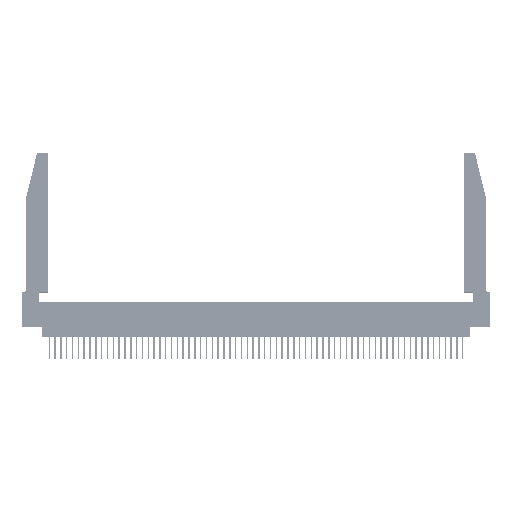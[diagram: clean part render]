
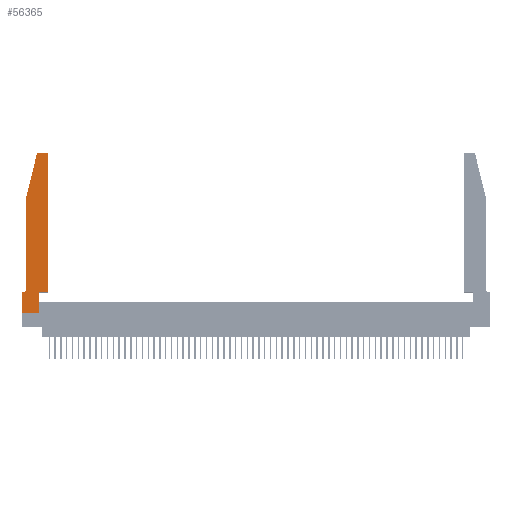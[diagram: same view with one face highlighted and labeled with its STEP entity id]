
A CAD part, top view. The second image highlights one B-rep face of the part: STEP entity #56365.
In plain terms, the highlighted planar face has unit normal (0, 0, 1).
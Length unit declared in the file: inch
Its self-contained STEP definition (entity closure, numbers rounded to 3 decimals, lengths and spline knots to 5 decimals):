
#967 = DIRECTION ( 'NONE',  ( -0.239, -0.971, 0. ) ) ;
#1032 = EDGE_LOOP ( 'NONE', ( #23931, #2618, #37207, #17043, #19541, #12212, #49942, #19411, #20893, #28876, #5793, #11962 ) ) ;
#2404 = DIRECTION ( 'NONE',  ( 0., 0., 1. ) ) ;
#2444 = CARTESIAN_POINT ( 'NONE',  ( 0., 0.35, 0.37 ) ) ;
#2618 = ORIENTED_EDGE ( 'NONE', *, *, #21787, .T. ) ;
#3355 = AXIS2_PLACEMENT_3D ( 'NONE', #19652, #2404, #55733 ) ;
#3460 = CARTESIAN_POINT ( 'NONE',  ( 0.4205, 2.75, 0.37 ) ) ;
#4001 = VECTOR ( 'NONE', #967, 39.37008 ) ;
#4020 = EDGE_CURVE ( 'NONE', #25568, #43198, #30338, .T. ) ;
#4884 = DIRECTION ( 'NONE',  ( 0., -1., 0. ) ) ;
#5793 = ORIENTED_EDGE ( 'NONE', *, *, #40626, .T. ) ;
#6595 = VECTOR ( 'NONE', #11051, 39.37008 ) ;
#6879 = CARTESIAN_POINT ( 'NONE',  ( 0., 0.35, 0.37 ) ) ;
#6938 = VERTEX_POINT ( 'NONE', #38828 ) ;
#7676 = VERTEX_POINT ( 'NONE', #21341 ) ;
#7958 = LINE ( 'NONE', #37045, #30111 ) ;
#9086 = VERTEX_POINT ( 'NONE', #34897 ) ;
#11051 = DIRECTION ( 'NONE',  ( -1., 0., 0. ) ) ;
#11328 = EDGE_CURVE ( 'NONE', #49521, #7676, #28295, .T. ) ;
#11962 = ORIENTED_EDGE ( 'NONE', *, *, #40831, .T. ) ;
#12212 = ORIENTED_EDGE ( 'NONE', *, *, #37410, .T. ) ;
#12591 = LINE ( 'NONE', #26122, #22983 ) ;
#13531 = VERTEX_POINT ( 'NONE', #33490 ) ;
#14113 = CARTESIAN_POINT ( 'NONE',  ( 0.4505, 0.35, 0.37 ) ) ;
#14992 = DIRECTION ( 'NONE',  ( 0., 0., -1. ) ) ;
#15144 = AXIS2_PLACEMENT_3D ( 'NONE', #42278, #14992, #37626 ) ;
#16245 = CARTESIAN_POINT ( 'NONE',  ( 0.2605, 2.75, 0.37 ) ) ;
#16778 = LINE ( 'NONE', #48064, #18916 ) ;
#17043 = ORIENTED_EDGE ( 'NONE', *, *, #20931, .T. ) ;
#18023 = DIRECTION ( 'NONE',  ( 1., 0., 0. ) ) ;
#18916 = VECTOR ( 'NONE', #21480, 39.37008 ) ;
#19229 = DIRECTION ( 'NONE',  ( 1., 0., 0. ) ) ;
#19411 = ORIENTED_EDGE ( 'NONE', *, *, #39280, .T. ) ;
#19541 = ORIENTED_EDGE ( 'NONE', *, *, #39555, .T. ) ;
#19652 = CARTESIAN_POINT ( 'NONE',  ( 0.4205, 2.72, 0.37 ) ) ;
#20893 = ORIENTED_EDGE ( 'NONE', *, *, #11328, .T. ) ;
#20931 = EDGE_CURVE ( 'NONE', #43198, #6938, #56237, .T. ) ;
#20946 = AXIS2_PLACEMENT_3D ( 'NONE', #35836, #44960, #18023 ) ;
#21341 = CARTESIAN_POINT ( 'NONE',  ( 0.2865, 0.35, 0.37 ) ) ;
#21480 = DIRECTION ( 'NONE',  ( 1., 0., 0. ) ) ;
#21787 = EDGE_CURVE ( 'NONE', #13531, #25568, #53374, .T. ) ;
#21843 = LINE ( 'NONE', #52907, #23919 ) ;
#22386 = CARTESIAN_POINT ( 'NONE',  ( 0.4505, 0.35, 0.37 ) ) ;
#22948 = LINE ( 'NONE', #22386, #33331 ) ;
#22983 = VECTOR ( 'NONE', #39310, 39.37008 ) ;
#23606 = CARTESIAN_POINT ( 'NONE',  ( 0.0755, 2., 0.37 ) ) ;
#23919 = VECTOR ( 'NONE', #35388, 39.37008 ) ;
#23931 = ORIENTED_EDGE ( 'NONE', *, *, #44793, .T. ) ;
#24163 = CARTESIAN_POINT ( 'NONE',  ( 0.0055, 0.35, 0.37 ) ) ;
#24348 = PLANE ( 'NONE',  #43462 ) ;
#25552 = VERTEX_POINT ( 'NONE', #3460 ) ;
#25568 = VERTEX_POINT ( 'NONE', #31149 ) ;
#26122 = CARTESIAN_POINT ( 'NONE',  ( 0., 0., 0.37 ) ) ;
#28295 = LINE ( 'NONE', #45980, #34376 ) ;
#28519 = VERTEX_POINT ( 'NONE', #6879 ) ;
#28876 = ORIENTED_EDGE ( 'NONE', *, *, #54864, .T. ) ;
#28903 = DIRECTION ( 'NONE',  ( 0., 1., 0. ) ) ;
#29756 = VERTEX_POINT ( 'NONE', #24163 ) ;
#29952 = FACE_OUTER_BOUND ( 'NONE', #1032, .T. ) ;
#30111 = VECTOR ( 'NONE', #19229, 39.37008 ) ;
#30338 = LINE ( 'NONE', #23606, #4001 ) ;
#31149 = CARTESIAN_POINT ( 'NONE',  ( 0.25487, 2.72718, 0.37 ) ) ;
#33331 = VECTOR ( 'NONE', #40403, 39.37008 ) ;
#33490 = CARTESIAN_POINT ( 'NONE',  ( 0.284, 2.75, 0.37 ) ) ;
#34376 = VECTOR ( 'NONE', #28903, 39.37008 ) ;
#34897 = CARTESIAN_POINT ( 'NONE',  ( 0.4505, 2.72, 0.37 ) ) ;
#35388 = DIRECTION ( 'NONE',  ( -1., 0., 0. ) ) ;
#35452 = CIRCLE ( 'NONE', #15144, 0.07 ) ;
#35836 = CARTESIAN_POINT ( 'NONE',  ( 0.284, 2.72, 0.37 ) ) ;
#36061 = VECTOR ( 'NONE', #4884, 39.37008 ) ;
#36634 = CARTESIAN_POINT ( 'NONE',  ( 0.0755, 2., 0.37 ) ) ;
#37045 = CARTESIAN_POINT ( 'NONE',  ( 0.4505, 0.35, 0.37 ) ) ;
#37207 = ORIENTED_EDGE ( 'NONE', *, *, #4020, .T. ) ;
#37410 = EDGE_CURVE ( 'NONE', #29756, #28519, #21843, .T. ) ;
#37626 = DIRECTION ( 'NONE',  ( -1., 0., 0. ) ) ;
#38828 = CARTESIAN_POINT ( 'NONE',  ( 0.0755, 0.42, 0.37 ) ) ;
#39218 = CARTESIAN_POINT ( 'NONE',  ( 0.2865, 0., 0.37 ) ) ;
#39280 = EDGE_CURVE ( 'NONE', #55731, #49521, #16778, .T. ) ;
#39310 = DIRECTION ( 'NONE',  ( 0., -1., 0. ) ) ;
#39555 = EDGE_CURVE ( 'NONE', #6938, #29756, #35452, .T. ) ;
#39894 = EDGE_CURVE ( 'NONE', #28519, #55731, #12591, .T. ) ;
#40403 = DIRECTION ( 'NONE',  ( 0., 1., 0. ) ) ;
#40626 = EDGE_CURVE ( 'NONE', #56014, #9086, #22948, .T. ) ;
#40831 = EDGE_CURVE ( 'NONE', #9086, #25552, #56227, .T. ) ;
#42278 = CARTESIAN_POINT ( 'NONE',  ( 0.0055, 0.42, 0.37 ) ) ;
#43198 = VERTEX_POINT ( 'NONE', #44721 ) ;
#43462 = AXIS2_PLACEMENT_3D ( 'NONE', #2444, #51501, #51688 ) ;
#44721 = CARTESIAN_POINT ( 'NONE',  ( 0.0755, 2., 0.37 ) ) ;
#44793 = EDGE_CURVE ( 'NONE', #25552, #13531, #57191, .T. ) ;
#44960 = DIRECTION ( 'NONE',  ( 0., 0., 1. ) ) ;
#45980 = CARTESIAN_POINT ( 'NONE',  ( 0.2865, 0.35, 0.37 ) ) ;
#48064 = CARTESIAN_POINT ( 'NONE',  ( 0., 0., 0.37 ) ) ;
#49521 = VERTEX_POINT ( 'NONE', #39218 ) ;
#49942 = ORIENTED_EDGE ( 'NONE', *, *, #39894, .T. ) ;
#50776 = CARTESIAN_POINT ( 'NONE',  ( 0., 0., 0.37 ) ) ;
#51501 = DIRECTION ( 'NONE',  ( 0., 0., 1. ) ) ;
#51688 = DIRECTION ( 'NONE',  ( 1., 0., 0. ) ) ;
#52907 = CARTESIAN_POINT ( 'NONE',  ( 0.0755, 0.35, 0.37 ) ) ;
#53374 = CIRCLE ( 'NONE', #20946, 0.03 ) ;
#54864 = EDGE_CURVE ( 'NONE', #7676, #56014, #7958, .T. ) ;
#55731 = VERTEX_POINT ( 'NONE', #50776 ) ;
#55733 = DIRECTION ( 'NONE',  ( 1., 0., 0. ) ) ;
#56014 = VERTEX_POINT ( 'NONE', #14113 ) ;
#56227 = CIRCLE ( 'NONE', #3355, 0.03 ) ;
#56237 = LINE ( 'NONE', #36634, #36061 ) ;
#56365 = ADVANCED_FACE ( 'NONE', ( #29952 ), #24348, .T. ) ;
#57191 = LINE ( 'NONE', #16245, #6595 ) ;
